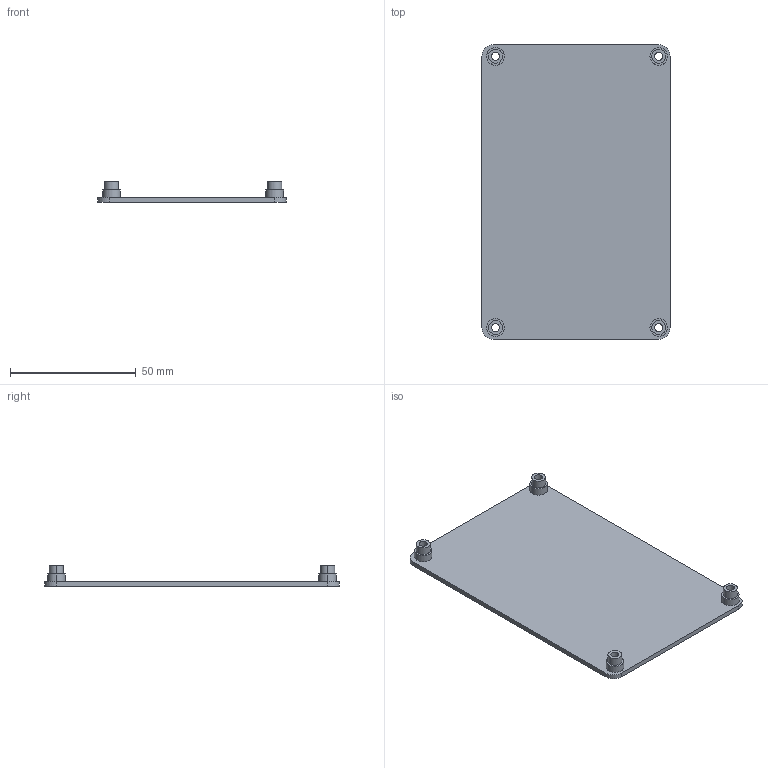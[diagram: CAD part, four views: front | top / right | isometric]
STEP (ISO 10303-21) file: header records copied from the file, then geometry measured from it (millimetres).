
FILE_DESCRIPTION (( 'STEP AP203' ), '1' );
FILE_NAME ('RK3568呿蹋奻褲V2.0.STEP', '2024-10-26T11:00:52', ( '' ), ( '' ), 'SwSTEP 2.0', 'SolidWorks 2021', '' );
FILE_SCHEMA (( 'CONFIG_CONTROL_DESIGN' ));
Length unit declared in the file: millimetre
Products named in the file (1): RK3568呿蹋奻褲V2.0
Bounding box: 75 x 117.3 x 8.15 mm (x, y, z)
Volume: 17112.3 mm3; surface area: 19075 mm2
Topology: 1 solids, 1 shells, 54 faces, 120 edges, 80 vertices
Faces by surface type: cylinder 36, plane 18
Entity records: 1629 total; most frequent: DIRECTION 302, CARTESIAN_POINT 255, ORIENTED_EDGE 240, AXIS2_PLACEMENT_3D 127, EDGE_CURVE 120, VERTEX_POINT 80, EDGE_LOOP 74, CIRCLE 72
